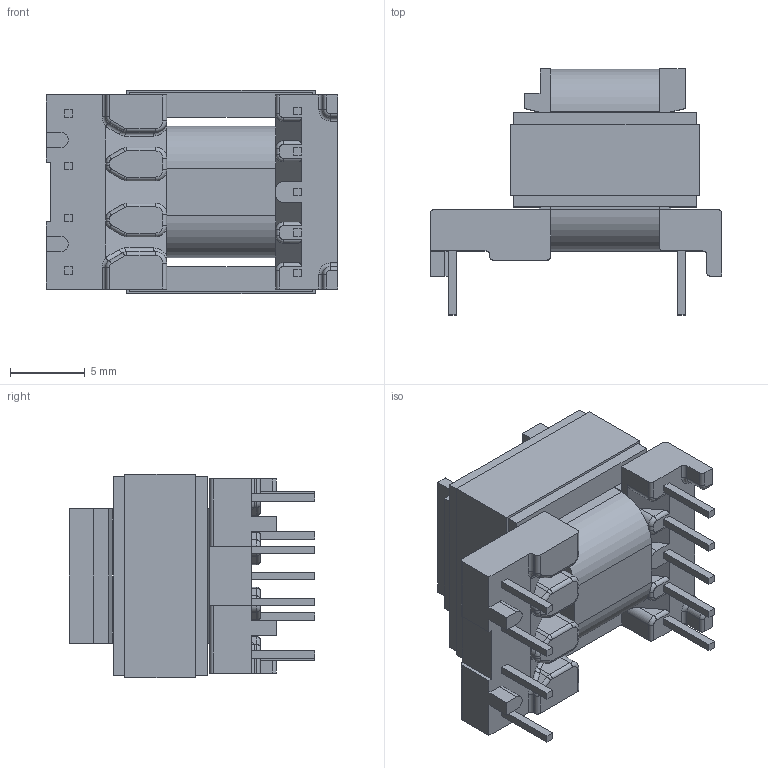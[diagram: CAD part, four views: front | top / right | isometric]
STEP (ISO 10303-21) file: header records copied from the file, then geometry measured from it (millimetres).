
FILE_DESCRIPTION (( 'STEP AP214' ), '1' );
FILE_NAME ('EE13-6-6_6506.STEP', '2019-01-31T16:04:28', ( '' ), ( '' ), 'SwSTEP 2.0', 'SolidWorks 2017', '' );
FILE_SCHEMA (( 'AUTOMOTIVE_DESIGN' ));
Length unit declared in the file: millimetre
Products named in the file (5): 440-9986-0560; 150-1994_6A; 070-6506_coil; 070-6506_6A; EE13-6-6_6506
Assembly tree (4 placements, depth 2):
  EE13-6-6_6506
    070-6506_6A
    070-6506_coil
    150-1994_6A
    440-9986-0560
Bounding box: 19.5 x 16.46 x 13.63 mm (x, y, z)
Volume: 1794.3 mm3; surface area: 3241.3 mm2
Topology: 4 solids, 4 shells, 297 faces, 760 edges, 478 vertices
Faces by surface type: plane 172, cylinder 89, torus 30, bspline 6
Entity records: 9935 total; most frequent: CARTESIAN_POINT 1786, ORIENTED_EDGE 1520, DIRECTION 1490, EDGE_CURVE 760, VECTOR 538, LINE 538, VERTEX_POINT 478, AXIS2_PLACEMENT_3D 476
